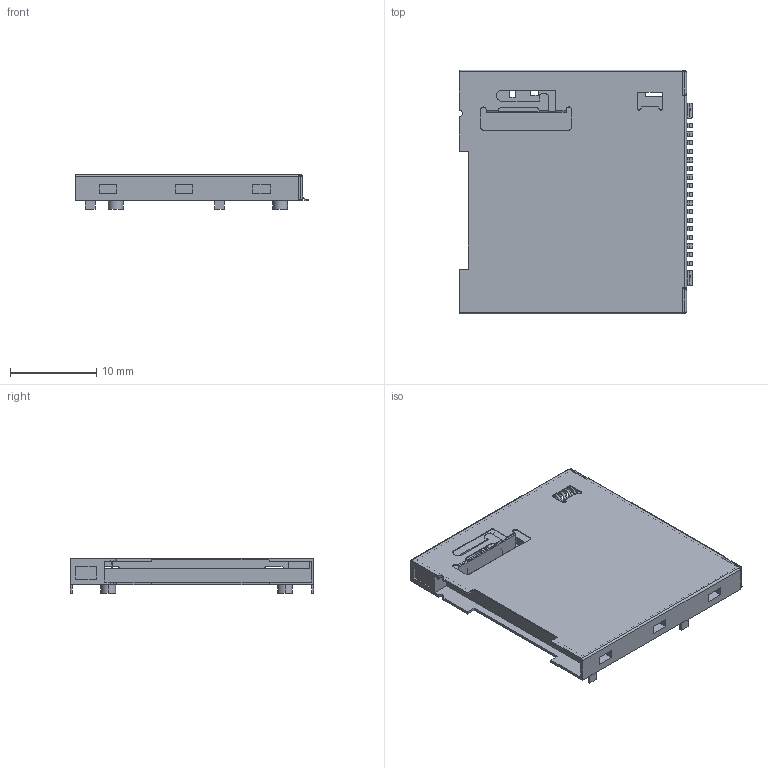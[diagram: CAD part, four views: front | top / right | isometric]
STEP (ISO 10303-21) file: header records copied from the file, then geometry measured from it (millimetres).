
FILE_DESCRIPTION(('FreeCAD Model'),'2;1');
FILE_NAME('Open CASCADE Shape Model','2024-09-18T13:21:21',('Author'),( ''),'Open CASCADE STEP processor 7.6','FreeCAD','Unknown');
FILE_SCHEMA(('AUTOMOTIVE_DESIGN { 1 0 10303 214 1 1 1 1 }'));
Length unit declared in the file: millimetre
Products named in the file (81): model with colors080; model with colors; model with colors001; model with colors002; model with colors003; model with colors004; model with colors005; model with colors006; model with colors007; model with colors008; model with colors009; model with colors010; model with colors011; model with colors012; model with colors013; model with colors014; model with colors015; model with colors016; model with colors017; model with colors018; model with colors019; model with colors020; model with colors021; model with colors022; model with colors023; model with colors024; model with colors025; model with colors026; model with colors027; model with colors028; model with colors029; model with colors030; model with colors031; model with colors032; model with colors033; model with colors034; model with colors035; model with colors036; model with colors037; model with colors038 ...
Assembly tree (80 placements, depth 2):
  model with colors080
    model with colors
    model with colors001
    model with colors002
    model with colors003
    model with colors004
    model with colors005
    model with colors006
    model with colors007
    model with colors008
    model with colors009
    model with colors010
    model with colors011
    model with colors012
    model with colors013
    model with colors014
    model with colors015
    model with colors016
    model with colors017
    model with colors018
    model with colors019
    model with colors020
    model with colors021
    model with colors022
    model with colors023
    model with colors024
    model with colors025
    model with colors026
    model with colors027
    model with colors028
    model with colors029
    model with colors030
    model with colors031
    model with colors032
    model with colors033
    model with colors034
    model with colors035
    model with colors036
    model with colors037
    model with colors038
    model with colors039
    model with colors040
    model with colors041
    model with colors042
    model with colors043
    model with colors044
    model with colors045
    model with colors046
    model with colors047
    model with colors048
    model with colors049
    model with colors050
    model with colors051
    model with colors052
    model with colors053
    model with colors054
    model with colors055
    model with colors056
    model with colors057
    model with colors058
Bounding box: 27.07 x 28.24 x 4 mm (x, y, z)
Volume: 1281.1 mm3; surface area: 3787.8 mm2
Topology: 80 solids, 80 shells, 880 faces, 2096 edges, 1386 vertices
Faces by surface type: plane 815, cylinder 61, bspline 4
Entity records: 28986 total; most frequent: CARTESIAN_POINT 5866, ORIENTED_EDGE 4188, DIRECTION 4105, EDGE_CURVE 2094, LINE 1959, VECTOR 1959, VERTEX_POINT 1386, AXIS2_PLACEMENT_3D 1073
